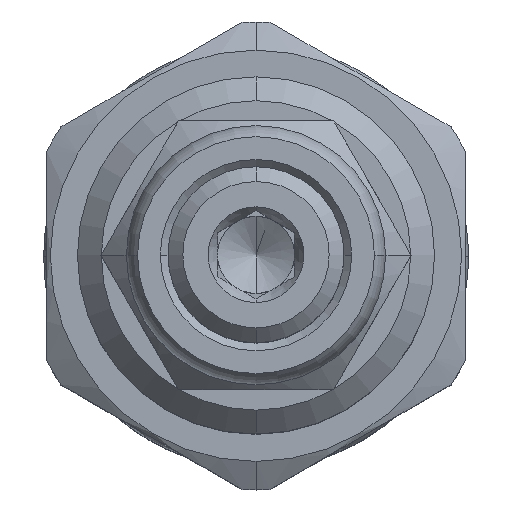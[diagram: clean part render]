
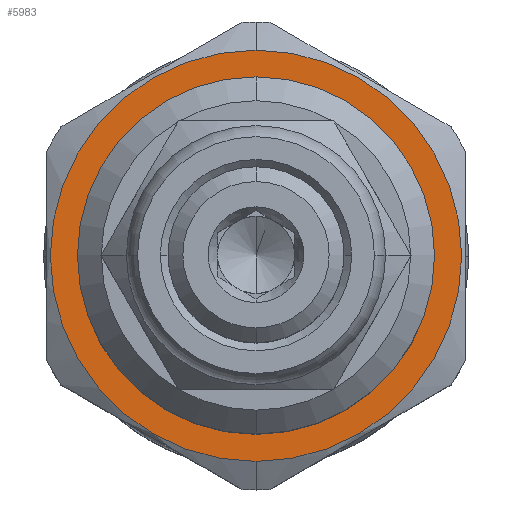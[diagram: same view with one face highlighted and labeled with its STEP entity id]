
A CAD part, top view. The second image highlights one B-rep face of the part: STEP entity #5983.
In plain terms, the highlighted planar face has unit normal (0, 0, 1).
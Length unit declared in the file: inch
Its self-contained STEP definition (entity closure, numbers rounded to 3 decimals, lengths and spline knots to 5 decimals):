
#394=CARTESIAN_POINT('',(0.,0.,2.561));
#395=DIRECTION('',(0.,0.,1.));
#396=DIRECTION('',(0.,-1.,0.));
#397=AXIS2_PLACEMENT_3D('',#394,#395,#396);
#399=CARTESIAN_POINT('',(0.,0.,2.561));
#400=DIRECTION('',(0.,0.,-1.));
#401=DIRECTION('',(0.,-1.,0.));
#402=AXIS2_PLACEMENT_3D('',#399,#400,#401);
#408=CARTESIAN_POINT('',(0.,0.,2.561));
#409=DIRECTION('',(0.,0.,-1.));
#410=DIRECTION('',(0.,-1.,0.));
#411=AXIS2_PLACEMENT_3D('',#408,#409,#410);
#605=CARTESIAN_POINT('',(0.,0.,2.561));
#606=DIRECTION('',(0.,0.,1.));
#607=DIRECTION('',(0.,-1.,0.));
#608=AXIS2_PLACEMENT_3D('',#605,#606,#607);
#4789=CARTESIAN_POINT('',(0.,-0.43,2.561));
#4791=VERTEX_POINT('',#4789);
#4797=CARTESIAN_POINT('',(0.,0.43,2.561));
#4799=VERTEX_POINT('',#4797);
#4805=CARTESIAN_POINT('',(0.,-0.3735,2.561));
#4806=CARTESIAN_POINT('',(0.,0.3735,2.561));
#4807=VERTEX_POINT('',#4805);
#4808=VERTEX_POINT('',#4806);
#5968=CARTESIAN_POINT('',(0.,0.,2.561));
#5969=DIRECTION('',(0.,0.,1.));
#5970=DIRECTION('',(0.,-1.,0.));
#5971=AXIS2_PLACEMENT_3D('',#5968,#5969,#5970);
#5972=PLANE('',#5971);
#5974=ORIENTED_EDGE('',*,*,#5973,.T.);
#5976=ORIENTED_EDGE('',*,*,#5975,.F.);
#5977=EDGE_LOOP('',(#5974,#5976));
#5978=FACE_OUTER_BOUND('',#5977,.F.);
#5979=ORIENTED_EDGE('',*,*,#5912,.T.);
#5980=ORIENTED_EDGE('',*,*,#5954,.F.);
#5981=EDGE_LOOP('',(#5979,#5980));
#5982=FACE_BOUND('',#5981,.F.);
#398=CIRCLE('',#397,0.3735);
#403=CIRCLE('',#402,0.3735);
#412=CIRCLE('',#411,0.43);
#609=CIRCLE('',#608,0.43);
#5912=EDGE_CURVE('',#4807,#4808,#398,.T.);
#5954=EDGE_CURVE('',#4807,#4808,#403,.T.);
#5973=EDGE_CURVE('',#4791,#4799,#412,.T.);
#5975=EDGE_CURVE('',#4791,#4799,#609,.T.);
#5983=ADVANCED_FACE('',(#5978,#5982),#5972,.T.);
